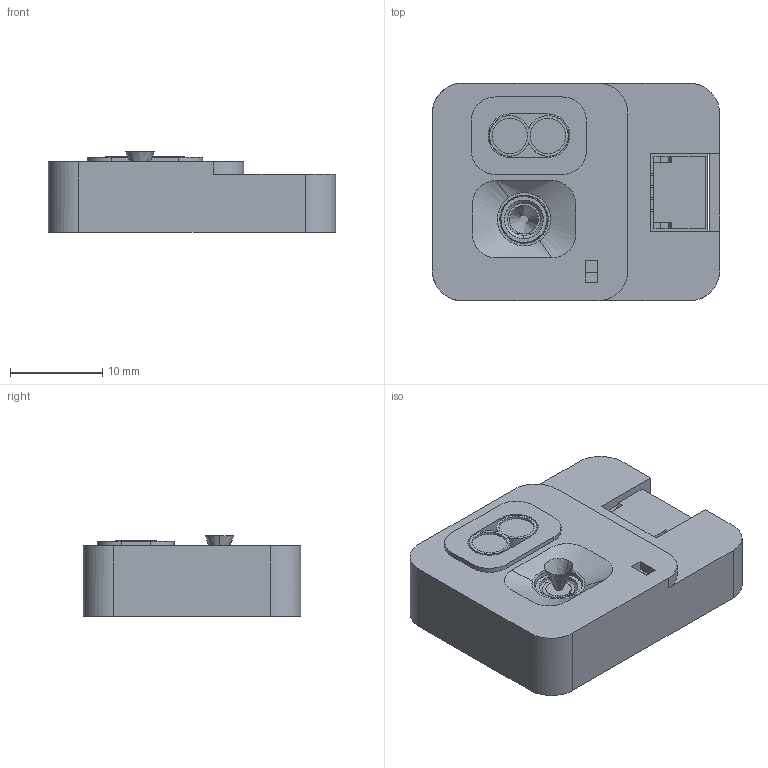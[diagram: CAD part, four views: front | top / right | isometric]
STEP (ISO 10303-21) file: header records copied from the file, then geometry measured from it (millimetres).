
FILE_DESCRIPTION(('FreeCAD Model'),'2;1');
FILE_NAME('Open CASCADE Shape Model','2025-04-27T05:20:05',('FreeCAD'),( 'FreeCAD'),'Open CASCADE STEP processor 7.6','FreeCAD','Unknown');
FILE_SCHEMA(('AUTOMOTIVE_DESIGN { 1 0 10303 214 1 1 1 1 }'));
Length unit declared in the file: millimetre
Products named in the file (1): Open CASCADE STEP translator 7.6 1
Bounding box: 31.2 x 23.65 x 8.72 mm (x, y, z)
Volume: 2990.9 mm3; surface area: 5312.8 mm2
Topology: 34 solids, 36 shells, 1190 faces, 2944 edges, 1938 vertices
Faces by surface type: bspline 1190
Entity records: 34666 total; most frequent: CARTESIAN_POINT 16150, ORIENTED_EDGE 5882, EDGE_CURVE 2942, B_SPLINE_CURVE_WITH_KNOTS 2745, VERTEX_POINT 1938, FACE_BOUND 1315, EDGE_LOOP 1315, ADVANCED_FACE 1190
